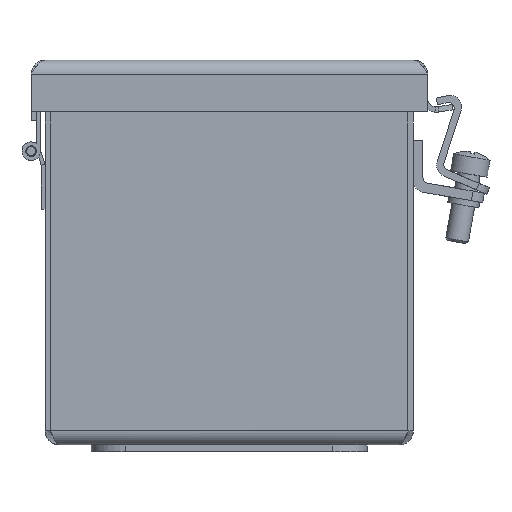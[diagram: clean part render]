
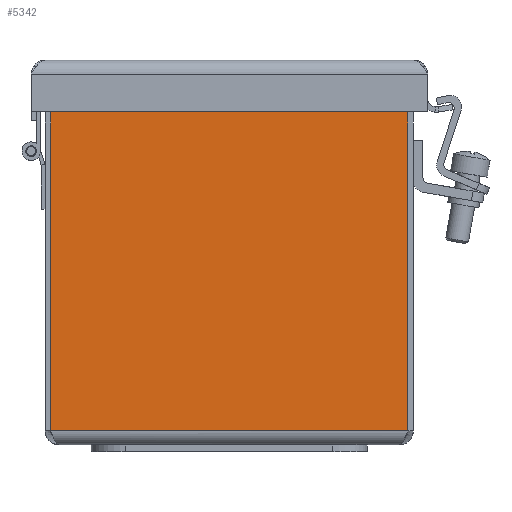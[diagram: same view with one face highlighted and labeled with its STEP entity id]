
A CAD part, front view. The second image highlights one B-rep face of the part: STEP entity #5342.
In plain terms, the highlighted planar face has unit normal (0, -1, 0).
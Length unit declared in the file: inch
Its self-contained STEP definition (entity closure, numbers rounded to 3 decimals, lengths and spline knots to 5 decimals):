
#446=PLANE('',#5897);
#635=FACE_OUTER_BOUND('',#951,.T.);
#951=EDGE_LOOP('',(#3651,#3652,#3653,#3654));
#1360=LINE('',#8114,#1838);
#1405=LINE('',#8337,#1883);
#1406=LINE('',#8339,#1884);
#1407=LINE('',#8340,#1885);
#1838=VECTOR('',#6446,0.3937);
#1883=VECTOR('',#6531,0.3937);
#1884=VECTOR('',#6532,0.3937);
#1885=VECTOR('',#6533,0.3937);
#2309=VERTEX_POINT('',#8105);
#2310=VERTEX_POINT('',#8113);
#2339=VERTEX_POINT('',#8336);
#2340=VERTEX_POINT('',#8338);
#2784=EDGE_CURVE('',#2310,#2309,#1360,.T.);
#2836=EDGE_CURVE('',#2339,#2309,#1405,.T.);
#2837=EDGE_CURVE('',#2339,#2340,#1406,.T.);
#2838=EDGE_CURVE('',#2310,#2340,#1407,.T.);
#3651=ORIENTED_EDGE('',*,*,#2784,.T.);
#3652=ORIENTED_EDGE('',*,*,#2836,.F.);
#3653=ORIENTED_EDGE('',*,*,#2837,.T.);
#3654=ORIENTED_EDGE('',*,*,#2838,.F.);
#5342=ADVANCED_FACE('',(#635),#446,.F.);
#5897=AXIS2_PLACEMENT_3D('',#8335,#6529,#6530);
#6446=DIRECTION('',(-1.,0.,0.));
#6529=DIRECTION('center_axis',(0.,1.,0.));
#6530=DIRECTION('ref_axis',(1.,0.,0.));
#6531=DIRECTION('',(0.,0.,1.));
#6532=DIRECTION('',(1.,0.,0.));
#6533=DIRECTION('',(0.,0.,-1.));
#8105=CARTESIAN_POINT('',(0.05971,0.,3.84725));
#8113=CARTESIAN_POINT('',(3.94029,0.,3.84725));
#8114=CARTESIAN_POINT('',(2.97015,0.,3.84725));
#8335=CARTESIAN_POINT('Origin',(2.,0.,2.0066));
#8336=CARTESIAN_POINT('',(0.05971,0.,0.15275));
#8337=CARTESIAN_POINT('',(0.05971,0.,0.15275));
#8338=CARTESIAN_POINT('',(3.94029,0.,0.15275));
#8339=CARTESIAN_POINT('',(2.,0.,0.15275));
#8340=CARTESIAN_POINT('',(3.94029,0.,0.15275));
